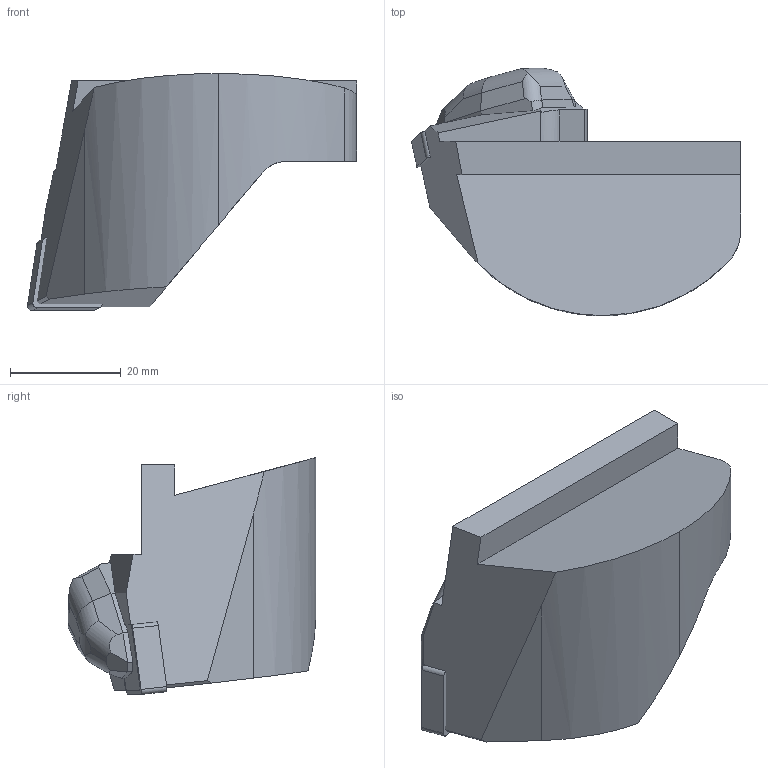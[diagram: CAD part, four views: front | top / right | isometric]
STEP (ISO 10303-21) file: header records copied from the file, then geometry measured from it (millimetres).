
FILE_DESCRIPTION(/* description */ ('3-D model version:1'),/* implementation_level */ '2;1');
FILE_NAME(/* name */ '391.68F-6-08436C12B',/* time_stamp */ '2015-09-18T08:41:35+02:00',/* author */ ('InteractiveCad'),/* organization */ ('AB Sandvik Coromant'),/* preprocessor_version */ 'ST-DEVELOPER v15',/* originating_system */ 'SIEMENS PLM Software NX 8.5',/* authorisation */ '');
FILE_SCHEMA (('AP203_CONFIGURATION_CONTROLLED_3D_DESIGN_OF_MECHANICAL_PARTS_AND_ASSEMBLIES_MIM_LF { 1 0 10303 403 2 1 2}'));
Length unit declared in the file: millimetre
Products named in the file (1): 391_68F_6_08436C12B_SIM
Bounding box: 59.5 x 44.8 x 42.83 mm (x, y, z)
Volume: 41378.5 mm3; surface area: 8873.3 mm2
Topology: 2 solids, 2 shells, 71 faces, 193 edges, 126 vertices
Faces by surface type: plane 48, cylinder 21, extrusion 2
Full cylindrical faces by diameter (mm): 5.16 x1
Entity records: 2386 total; most frequent: CARTESIAN_POINT 477, ORIENTED_EDGE 384, DIRECTION 363, EDGE_CURVE 192, VECTOR 141, LINE 139, VERTEX_POINT 126, AXIS2_PLACEMENT_3D 111
